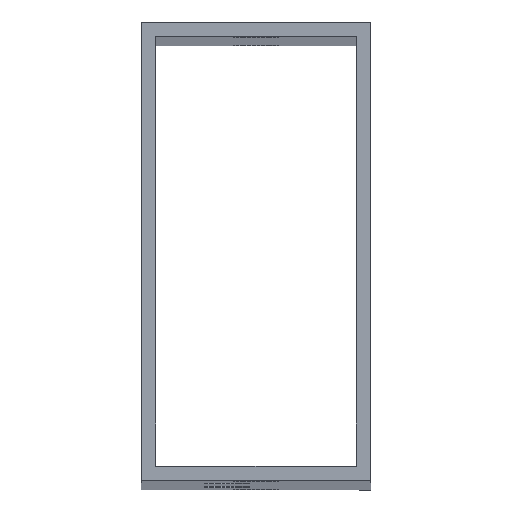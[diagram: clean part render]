
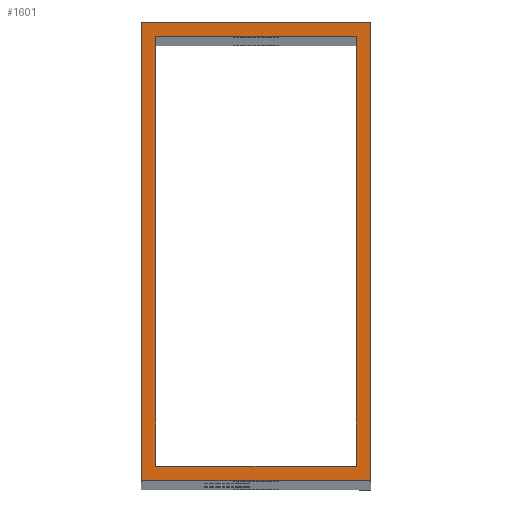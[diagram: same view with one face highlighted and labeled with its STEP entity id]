
A CAD part, top view. The second image highlights one B-rep face of the part: STEP entity #1601.
In plain terms, the highlighted planar face has unit normal (0, 0, 1).
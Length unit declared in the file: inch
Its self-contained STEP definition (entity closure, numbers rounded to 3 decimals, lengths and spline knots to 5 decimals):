
#7 = DIRECTION ( 'NONE',  ( 0., -1., 0. ) ) ;
#251 = CARTESIAN_POINT ( 'NONE',  ( -7.75, -0.9375, 12. ) ) ;
#394 = EDGE_LOOP ( 'NONE', ( #507, #1979, #2022, #3112 ) ) ;
#435 = LINE ( 'NONE', #1657, #3407 ) ;
#507 = ORIENTED_EDGE ( 'NONE', *, *, #1274, .F. ) ;
#594 = DIRECTION ( 'NONE',  ( -1., 0., 0. ) ) ;
#612 = LINE ( 'NONE', #3700, #1287 ) ;
#620 = CARTESIAN_POINT ( 'NONE',  ( -8.6875, -1., 12. ) ) ;
#823 = VECTOR ( 'NONE', #594, 39.37008 ) ;
#877 = CARTESIAN_POINT ( 'NONE',  ( -7.75, -1., 12. ) ) ;
#946 = DIRECTION ( 'NONE',  ( 0., 0., -1. ) ) ;
#1009 = LINE ( 'NONE', #251, #2112 ) ;
#1050 = CARTESIAN_POINT ( 'NONE',  ( -7.8125, 0.9375, 12. ) ) ;
#1136 = DIRECTION ( 'NONE',  ( 0., 1., 0. ) ) ;
#1274 = EDGE_CURVE ( 'NONE', #5109, #5000, #3729, .T. ) ;
#1287 = VECTOR ( 'NONE', #7, 39.37008 ) ;
#1288 = EDGE_CURVE ( 'NONE', #1574, #4900, #1009, .T. ) ;
#1487 = EDGE_CURVE ( 'NONE', #4632, #4394, #435, .T. ) ;
#1491 = VERTEX_POINT ( 'NONE', #4492 ) ;
#1499 = CARTESIAN_POINT ( 'NONE',  ( -7.8125, 1., 12. ) ) ;
#1574 = VERTEX_POINT ( 'NONE', #3702 ) ;
#1580 = CARTESIAN_POINT ( 'NONE',  ( -7.8125, -0.9375, 12. ) ) ;
#1601 = ADVANCED_FACE ( 'NONE', ( #1798, #3436 ), #2688, .F. ) ;
#1657 = CARTESIAN_POINT ( 'NONE',  ( -7.75, -1., 12. ) ) ;
#1659 = EDGE_CURVE ( 'NONE', #5000, #1574, #3889, .T. ) ;
#1798 = FACE_OUTER_BOUND ( 'NONE', #1931, .T. ) ;
#1841 = EDGE_CURVE ( 'NONE', #4900, #5109, #2340, .T. ) ;
#1848 = DIRECTION ( 'NONE',  ( 0., -1., 0. ) ) ;
#1871 = VECTOR ( 'NONE', #4779, 39.37008 ) ;
#1931 = EDGE_LOOP ( 'NONE', ( #4553, #3637, #3200, #3862 ) ) ;
#1979 = ORIENTED_EDGE ( 'NONE', *, *, #1841, .F. ) ;
#2022 = ORIENTED_EDGE ( 'NONE', *, *, #1288, .F. ) ;
#2112 = VECTOR ( 'NONE', #2670, 39.37008 ) ;
#2340 = LINE ( 'NONE', #1499, #1871 ) ;
#2505 = CARTESIAN_POINT ( 'NONE',  ( -8.6875, 0.9375, 12. ) ) ;
#2662 = VECTOR ( 'NONE', #1136, 39.37008 ) ;
#2670 = DIRECTION ( 'NONE',  ( 1., 0., 0. ) ) ;
#2688 = PLANE ( 'NONE',  #4002 ) ;
#2761 = VERTEX_POINT ( 'NONE', #4822 ) ;
#2767 = LINE ( 'NONE', #4831, #2662 ) ;
#2974 = LINE ( 'NONE', #4599, #823 ) ;
#3112 = ORIENTED_EDGE ( 'NONE', *, *, #1659, .F. ) ;
#3200 = ORIENTED_EDGE ( 'NONE', *, *, #1487, .T. ) ;
#3297 = DIRECTION ( 'NONE',  ( 1., 0., 0. ) ) ;
#3360 = EDGE_CURVE ( 'NONE', #2761, #1491, #2974, .T. ) ;
#3407 = VECTOR ( 'NONE', #3297, 39.37008 ) ;
#3436 = FACE_BOUND ( 'NONE', #394, .T. ) ;
#3500 = CARTESIAN_POINT ( 'NONE',  ( -8.75, 0.9375, 12. ) ) ;
#3637 = ORIENTED_EDGE ( 'NONE', *, *, #4996, .T. ) ;
#3700 = CARTESIAN_POINT ( 'NONE',  ( -8.75, -1., 12. ) ) ;
#3702 = CARTESIAN_POINT ( 'NONE',  ( -8.6875, -0.9375, 12. ) ) ;
#3729 = LINE ( 'NONE', #3500, #4163 ) ;
#3851 = DIRECTION ( 'NONE',  ( -1., 0., 0. ) ) ;
#3862 = ORIENTED_EDGE ( 'NONE', *, *, #4065, .T. ) ;
#3889 = LINE ( 'NONE', #620, #5041 ) ;
#3968 = CARTESIAN_POINT ( 'NONE',  ( -8.75, -1., 12. ) ) ;
#4002 = AXIS2_PLACEMENT_3D ( 'NONE', #5158, #946, #4746 ) ;
#4065 = EDGE_CURVE ( 'NONE', #4394, #2761, #2767, .T. ) ;
#4163 = VECTOR ( 'NONE', #3851, 39.37008 ) ;
#4394 = VERTEX_POINT ( 'NONE', #877 ) ;
#4492 = CARTESIAN_POINT ( 'NONE',  ( -8.75, 1., 12. ) ) ;
#4553 = ORIENTED_EDGE ( 'NONE', *, *, #3360, .T. ) ;
#4599 = CARTESIAN_POINT ( 'NONE',  ( -8.75, 1., 12. ) ) ;
#4632 = VERTEX_POINT ( 'NONE', #3968 ) ;
#4746 = DIRECTION ( 'NONE',  ( -1., 0., 0. ) ) ;
#4779 = DIRECTION ( 'NONE',  ( 0., 1., 0. ) ) ;
#4822 = CARTESIAN_POINT ( 'NONE',  ( -7.75, 1., 12. ) ) ;
#4831 = CARTESIAN_POINT ( 'NONE',  ( -7.75, 1., 12. ) ) ;
#4900 = VERTEX_POINT ( 'NONE', #1580 ) ;
#4996 = EDGE_CURVE ( 'NONE', #1491, #4632, #612, .T. ) ;
#5000 = VERTEX_POINT ( 'NONE', #2505 ) ;
#5041 = VECTOR ( 'NONE', #1848, 39.37008 ) ;
#5109 = VERTEX_POINT ( 'NONE', #1050 ) ;
#5158 = CARTESIAN_POINT ( 'NONE',  ( 0., 0., 12. ) ) ;
